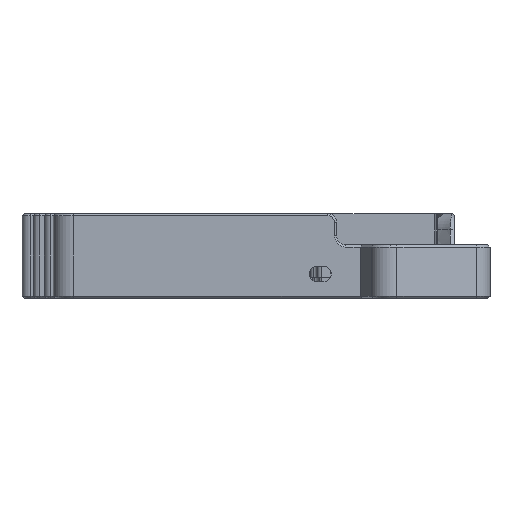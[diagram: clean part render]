
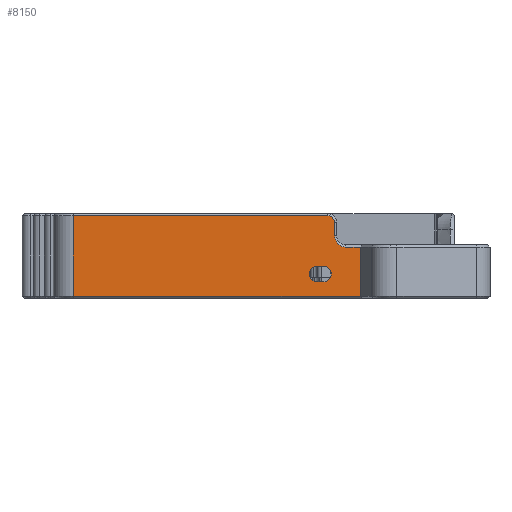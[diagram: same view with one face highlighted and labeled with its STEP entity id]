
A CAD part, left-side view. The second image highlights one B-rep face of the part: STEP entity #8150.
In plain terms, the highlighted planar face has unit normal (-1, 0, 0).
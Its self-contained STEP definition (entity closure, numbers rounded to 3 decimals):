
#8007=CARTESIAN_POINT('',(-57.72,43.248,16.));
#8008=DIRECTION('',(-1.,0.,-0.));
#8009=DIRECTION('',(-0.,-1.,0.));
#8010=AXIS2_PLACEMENT_3D('',#8007,#8008,#8009);
#8011=PLANE('',#8010);
#8012=CARTESIAN_POINT('',(-57.72,-12.107,2.47));
#8013=VERTEX_POINT('',#8012);
#8014=CARTESIAN_POINT('',(-57.72,-12.107,2.467));
#8015=VERTEX_POINT('',#8014);
#8016=CARTESIAN_POINT('',(-57.72,-12.107,2.47));
#8017=DIRECTION('',(0.,0.,-1.));
#8018=VECTOR('',#8017,0.003);
#8019=LINE('',#8016,#8018);
#8020=EDGE_CURVE('',#8013,#8015,#8019,.T.);
#8021=ORIENTED_EDGE('',*,*,#8020,.F.);
#8022=CARTESIAN_POINT('',(-57.72,-13.837,4.2));
#8023=VERTEX_POINT('',#8022);
#8024=CARTESIAN_POINT('',(-57.72,-13.837,2.47));
#8025=DIRECTION('',(1.,-0.,0.));
#8026=DIRECTION('',(-0.,-1.,0.));
#8027=AXIS2_PLACEMENT_3D('',#8024,#8025,#8026);
#8028=CIRCLE('',#8027,1.73);
#8029=EDGE_CURVE('',#8013,#8023,#8028,.T.);
#8030=ORIENTED_EDGE('',*,*,#8029,.T.);
#8031=CARTESIAN_POINT('',(-57.72,-15.377,4.2));
#8032=VERTEX_POINT('',#8031);
#8033=CARTESIAN_POINT('',(-57.72,-15.377,4.2));
#8034=DIRECTION('',(0.,1.,0.));
#8035=VECTOR('',#8034,1.54);
#8036=LINE('',#8033,#8035);
#8037=EDGE_CURVE('',#8032,#8023,#8036,.T.);
#8038=ORIENTED_EDGE('',*,*,#8037,.F.);
#8039=CARTESIAN_POINT('',(-57.72,-17.107,2.47));
#8040=VERTEX_POINT('',#8039);
#8041=CARTESIAN_POINT('',(-57.72,-15.377,2.47));
#8042=DIRECTION('',(1.,-0.,0.));
#8043=DIRECTION('',(-0.,-1.,0.));
#8044=AXIS2_PLACEMENT_3D('',#8041,#8042,#8043);
#8045=CIRCLE('',#8044,1.73);
#8046=EDGE_CURVE('',#8032,#8040,#8045,.T.);
#8047=ORIENTED_EDGE('',*,*,#8046,.T.);
#8048=CARTESIAN_POINT('',(-57.72,-17.107,2.467));
#8049=VERTEX_POINT('',#8048);
#8050=CARTESIAN_POINT('',(-57.72,-17.107,2.467));
#8051=DIRECTION('',(-0.,0.,1.));
#8052=VECTOR('',#8051,0.003);
#8053=LINE('',#8050,#8052);
#8054=EDGE_CURVE('',#8049,#8040,#8053,.T.);
#8055=ORIENTED_EDGE('',*,*,#8054,.F.);
#8056=CARTESIAN_POINT('',(-57.72,-15.377,0.737));
#8057=VERTEX_POINT('',#8056);
#8058=CARTESIAN_POINT('',(-57.72,-15.377,2.467));
#8059=DIRECTION('',(1.,-0.,0.));
#8060=DIRECTION('',(-0.,-1.,0.));
#8061=AXIS2_PLACEMENT_3D('',#8058,#8059,#8060);
#8062=CIRCLE('',#8061,1.73);
#8063=EDGE_CURVE('',#8049,#8057,#8062,.T.);
#8064=ORIENTED_EDGE('',*,*,#8063,.T.);
#8065=CARTESIAN_POINT('',(-57.72,-13.837,0.737));
#8066=VERTEX_POINT('',#8065);
#8067=CARTESIAN_POINT('',(-57.72,-13.837,0.737));
#8068=DIRECTION('',(-0.,-1.,0.));
#8069=VECTOR('',#8068,1.54);
#8070=LINE('',#8067,#8069);
#8071=EDGE_CURVE('',#8066,#8057,#8070,.T.);
#8072=ORIENTED_EDGE('',*,*,#8071,.F.);
#8073=CARTESIAN_POINT('',(-57.72,-13.837,2.467));
#8074=DIRECTION('',(1.,-0.,0.));
#8075=DIRECTION('',(-0.,-1.,0.));
#8076=AXIS2_PLACEMENT_3D('',#8073,#8074,#8075);
#8077=CIRCLE('',#8076,1.73);
#8078=EDGE_CURVE('',#8066,#8015,#8077,.T.);
#8079=ORIENTED_EDGE('',*,*,#8078,.T.);
#8080=EDGE_LOOP('',(#8021,#8030,#8038,#8047,#8055,#8064,#8072,#8079));
#8081=FACE_BOUND('',#8080,.T.);
#8082=CARTESIAN_POINT('',(-57.72,40.748,15.5));
#8083=VERTEX_POINT('',#8082);
#8084=CARTESIAN_POINT('',(-57.72,40.748,-2.5));
#8085=VERTEX_POINT('',#8084);
#8086=CARTESIAN_POINT('',(-57.72,40.748,15.5));
#8087=DIRECTION('',(0.,-0.,-1.));
#8088=VECTOR('',#8087,18.);
#8089=LINE('',#8086,#8088);
#8090=EDGE_CURVE('',#8083,#8085,#8089,.T.);
#8091=ORIENTED_EDGE('',*,*,#8090,.T.);
#8092=CARTESIAN_POINT('',(-57.72,-23.573,-2.5));
#8093=VERTEX_POINT('',#8092);
#8094=CARTESIAN_POINT('',(-57.72,40.748,-2.5));
#8095=DIRECTION('',(-0.,-1.,0.));
#8096=VECTOR('',#8095,64.321);
#8097=LINE('',#8094,#8096);
#8098=EDGE_CURVE('',#8085,#8093,#8097,.T.);
#8099=ORIENTED_EDGE('',*,*,#8098,.T.);
#8100=CARTESIAN_POINT('',(-57.72,-23.573,8.5));
#8101=VERTEX_POINT('',#8100);
#8102=CARTESIAN_POINT('',(-57.72,-23.573,8.5));
#8103=DIRECTION('',(0.,-0.,-1.));
#8104=VECTOR('',#8103,11.);
#8105=LINE('',#8102,#8104);
#8106=EDGE_CURVE('',#8101,#8093,#8105,.T.);
#8107=ORIENTED_EDGE('',*,*,#8106,.F.);
#8108=CARTESIAN_POINT('',(-57.72,-20.306,8.5));
#8109=VERTEX_POINT('',#8108);
#8110=CARTESIAN_POINT('',(-57.72,-23.573,8.5));
#8111=DIRECTION('',(0.,1.,0.));
#8112=VECTOR('',#8111,3.267);
#8113=LINE('',#8110,#8112);
#8114=EDGE_CURVE('',#8101,#8109,#8113,.T.);
#8115=ORIENTED_EDGE('',*,*,#8114,.T.);
#8116=CARTESIAN_POINT('',(-57.72,-17.806,11.));
#8117=VERTEX_POINT('',#8116);
#8118=CARTESIAN_POINT('',(-57.72,-20.306,11.));
#8119=DIRECTION('',(1.,-0.,0.));
#8120=DIRECTION('',(-0.,-1.,0.));
#8121=AXIS2_PLACEMENT_3D('',#8118,#8119,#8120);
#8122=CIRCLE('',#8121,2.5);
#8123=EDGE_CURVE('',#8109,#8117,#8122,.T.);
#8124=ORIENTED_EDGE('',*,*,#8123,.T.);
#8125=CARTESIAN_POINT('',(-57.72,-17.806,14.));
#8126=VERTEX_POINT('',#8125);
#8127=CARTESIAN_POINT('',(-57.72,-17.806,11.));
#8128=DIRECTION('',(-0.,0.,1.));
#8129=VECTOR('',#8128,3.);
#8130=LINE('',#8127,#8129);
#8131=EDGE_CURVE('',#8117,#8126,#8130,.T.);
#8132=ORIENTED_EDGE('',*,*,#8131,.T.);
#8133=CARTESIAN_POINT('',(-57.72,-16.306,15.5));
#8134=VERTEX_POINT('',#8133);
#8135=CARTESIAN_POINT('',(-57.72,-16.306,14.));
#8136=DIRECTION('',(-1.,0.,-0.));
#8137=DIRECTION('',(-0.,-1.,0.));
#8138=AXIS2_PLACEMENT_3D('',#8135,#8136,#8137);
#8139=CIRCLE('',#8138,1.5);
#8140=EDGE_CURVE('',#8126,#8134,#8139,.T.);
#8141=ORIENTED_EDGE('',*,*,#8140,.T.);
#8142=CARTESIAN_POINT('',(-57.72,-16.306,15.5));
#8143=DIRECTION('',(0.,1.,0.));
#8144=VECTOR('',#8143,57.054);
#8145=LINE('',#8142,#8144);
#8146=EDGE_CURVE('',#8134,#8083,#8145,.T.);
#8147=ORIENTED_EDGE('',*,*,#8146,.T.);
#8148=EDGE_LOOP('',(#8091,#8099,#8107,#8115,#8124,#8132,#8141,#8147));
#8149=FACE_BOUND('',#8148,.T.);
#8150=ADVANCED_FACE('',(#8081,#8149),#8011,.T.);
